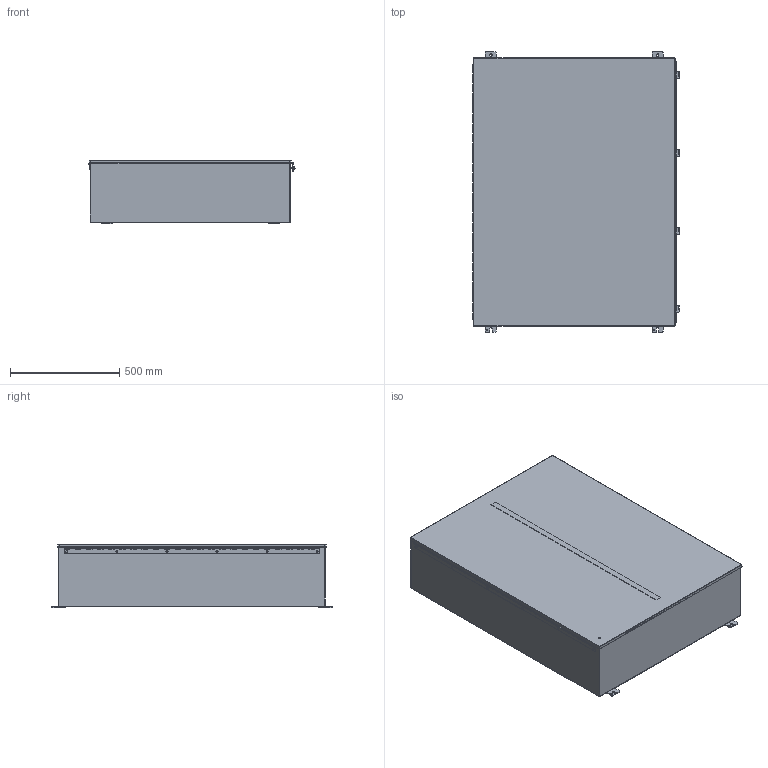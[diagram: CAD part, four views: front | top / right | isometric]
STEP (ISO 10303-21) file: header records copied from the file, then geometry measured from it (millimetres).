
FILE_DESCRIPTION((''),'2;1');
FILE_NAME('B483611CH.iam.stp','2012-02-19T14:18:17',(''),(''),'Autodesk Inventor 2012','Autodesk Inventor 2012','');
FILE_SCHEMA(('AUTOMOTIVE_DESIGN { 1 0 10303 214 1 1 1 1 }'));
Length unit declared in the file: inch
Products named in the file (14): B483611CH; B483611CHBKP; B4836CHLID; H6010109; Hinge Female B(CH) 46 in; Hinge Male B(CH) 46 in; 46 INCH HINGE PIN; 34840; 38846; 388116; 30822; 372134; C1002; 38623
Assembly tree (33 placements, depth 3):
  B483611CH
    B483611CHBKP
    B4836CHLID
    H6010109
      Hinge Female B(CH) 46 in
      Hinge Male B(CH) 46 in
      46 INCH HINGE PIN
    34840  x4
    38846
    388116  x8
    30822  x4
    372134  x4
    C1002  x4
    38623  x2
Bounding box: 943.23 x 1282.83 x 290.14 mm (x, y, z)
Volume: 7036758 mm3; surface area: 7499323.7 mm2
Topology: 32 solids, 32 shells, 1053 faces, 2451 edges, 1535 vertices
Faces by surface type: plane 663, cylinder 303, cone 37, bspline 24, torus 18, sphere 8
Full cylindrical faces by diameter (mm): 2.794 x16, 3.048 x1, 4.978 x4, 6.35 x5, 7.95 x4, 8.382 x16, 8.56 x1, 8.738 x4, 9.525 x6, 10.402 x4, 11.125 x4, 15.875 x8
Entity records: 22311 total; most frequent: CARTESIAN_POINT 4381, DIRECTION 3548, ORIENTED_EDGE 3340, EDGE_CURVE 1670, VECTOR 1210, LINE 1210, AXIS2_PLACEMENT_3D 1169, VERTEX_POINT 1056
